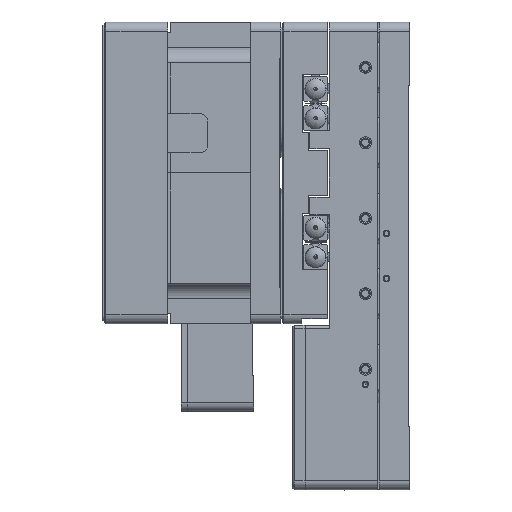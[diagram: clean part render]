
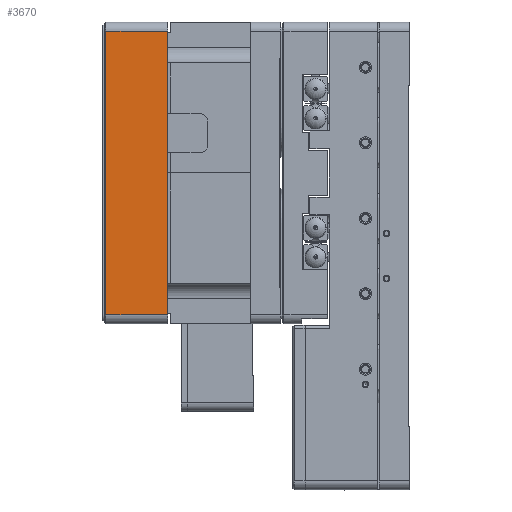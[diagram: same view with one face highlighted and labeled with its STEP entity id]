
A CAD part, left-side view. The second image highlights one B-rep face of the part: STEP entity #3670.
In plain terms, the highlighted planar face has unit normal (-1, 0, 0).
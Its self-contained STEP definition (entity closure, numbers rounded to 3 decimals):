
#1042 = DIRECTION ( 'NONE',  ( 1., 0., 0. ) ) ;
#2197 = CARTESIAN_POINT ( 'NONE',  ( -50., 100.5, -47. ) ) ;
#3670 = ADVANCED_FACE ( 'NONE', ( #35710 ), #51698, .F. ) ;
#4709 = DIRECTION ( 'NONE',  ( 0., 0., 1. ) ) ;
#5244 = ORIENTED_EDGE ( 'NONE', *, *, #35392, .F. ) ;
#6630 = DIRECTION ( 'NONE',  ( 0., 1., 0. ) ) ;
#7004 = DIRECTION ( 'NONE',  ( 0., -1., 0. ) ) ;
#7464 = CARTESIAN_POINT ( 'NONE',  ( -50., 101., -47. ) ) ;
#8012 = EDGE_CURVE ( 'NONE', #16578, #23693, #27874, .T. ) ;
#9279 = VERTEX_POINT ( 'NONE', #12823 ) ;
#12823 = CARTESIAN_POINT ( 'NONE',  ( -50., 100.5, 47. ) ) ;
#15520 = CARTESIAN_POINT ( 'NONE',  ( -50., 100.5, 50. ) ) ;
#16578 = VERTEX_POINT ( 'NONE', #24663 ) ;
#19194 = ORIENTED_EDGE ( 'NONE', *, *, #8012, .F. ) ;
#20257 = DIRECTION ( 'NONE',  ( 0., 0., 1. ) ) ;
#23594 = VECTOR ( 'NONE', #20257, 1000. ) ;
#23693 = VERTEX_POINT ( 'NONE', #2197 ) ;
#24663 = CARTESIAN_POINT ( 'NONE',  ( -50., 80., -47. ) ) ;
#25089 = ORIENTED_EDGE ( 'NONE', *, *, #33554, .T. ) ;
#25974 = VECTOR ( 'NONE', #7004, 1000. ) ;
#26200 = CARTESIAN_POINT ( 'NONE',  ( -50., 80., 0. ) ) ;
#26474 = DIRECTION ( 'NONE',  ( 0., 0., -1. ) ) ;
#27874 = LINE ( 'NONE', #7464, #52369 ) ;
#28398 = LINE ( 'NONE', #15520, #23594 ) ;
#30326 = CARTESIAN_POINT ( 'NONE',  ( -50., 80., 47. ) ) ;
#33554 = EDGE_CURVE ( 'NONE', #16578, #40114, #53978, .T. ) ;
#35392 = EDGE_CURVE ( 'NONE', #23693, #9279, #28398, .T. ) ;
#35710 = FACE_OUTER_BOUND ( 'NONE', #46318, .T. ) ;
#37165 = CARTESIAN_POINT ( 'NONE',  ( -50., 101., 47. ) ) ;
#39343 = CARTESIAN_POINT ( 'NONE',  ( -50., 101., 50. ) ) ;
#40114 = VERTEX_POINT ( 'NONE', #30326 ) ;
#45307 = LINE ( 'NONE', #37165, #25974 ) ;
#45790 = VECTOR ( 'NONE', #4709, 1000. ) ;
#46318 = EDGE_LOOP ( 'NONE', ( #5244, #19194, #25089, #54394 ) ) ;
#46387 = EDGE_CURVE ( 'NONE', #9279, #40114, #45307, .T. ) ;
#51698 = PLANE ( 'NONE',  #55333 ) ;
#52369 = VECTOR ( 'NONE', #6630, 1000. ) ;
#53978 = LINE ( 'NONE', #26200, #45790 ) ;
#54394 = ORIENTED_EDGE ( 'NONE', *, *, #46387, .F. ) ;
#55333 = AXIS2_PLACEMENT_3D ( 'NONE', #39343, #1042, #26474 ) ;
